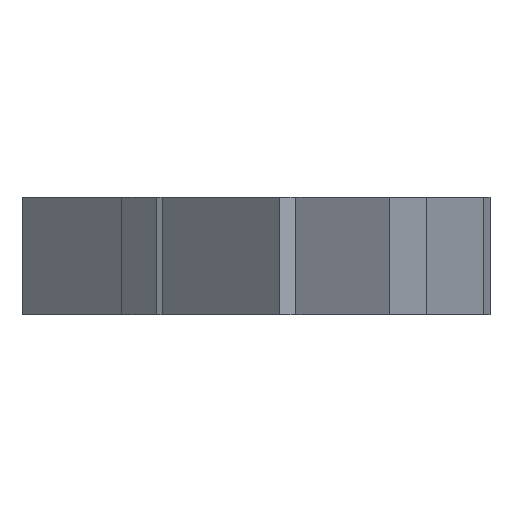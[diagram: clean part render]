
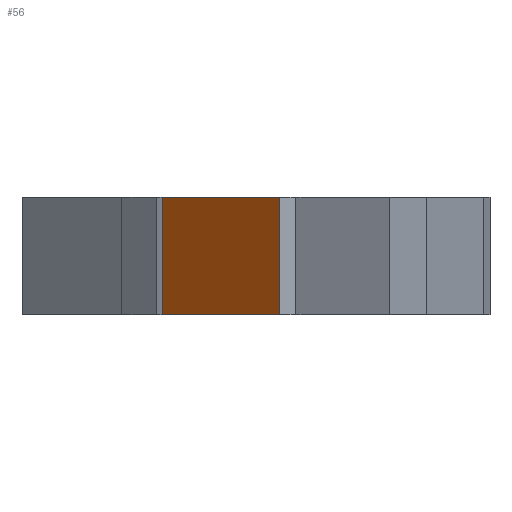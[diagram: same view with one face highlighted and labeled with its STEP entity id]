
A CAD part, left-side view. The second image highlights one B-rep face of the part: STEP entity #56.
In plain terms, the highlighted free-form (B-spline) face has degree [2, 1] with [3, 2] control points.
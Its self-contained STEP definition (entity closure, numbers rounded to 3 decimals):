
#56=ADVANCED_FACE('',(#106),#1884,.T.);
#106=FACE_OUTER_BOUND('',#156,.T.);
#156=EDGE_LOOP('',(#420,#421,#422,#423));
#420=ORIENTED_EDGE('',*,*,#1470,.F.);
#421=ORIENTED_EDGE('',*,*,#1530,.F.);
#422=ORIENTED_EDGE('',*,*,#1410,.F.);
#423=ORIENTED_EDGE('',*,*,#1531,.T.);
#484=(
BOUNDED_CURVE()
B_SPLINE_CURVE(2,(#2514,#2515,#2516),.UNSPECIFIED.,.F.,.F.)
B_SPLINE_CURVE_WITH_KNOTS((3,3),(-541.097,-498.864),
 .UNSPECIFIED.)
CURVE()
GEOMETRIC_REPRESENTATION_ITEM()
RATIONAL_B_SPLINE_CURVE((1.,1.,1.))
REPRESENTATION_ITEM('')
);
#485=(
BOUNDED_CURVE()
B_SPLINE_CURVE(2,(#2517,#2518,#2519),.UNSPECIFIED.,.F.,.F.)
B_SPLINE_CURVE_WITH_KNOTS((3,3),(-541.097,-498.864),
 .UNSPECIFIED.)
CURVE()
GEOMETRIC_REPRESENTATION_ITEM()
RATIONAL_B_SPLINE_CURVE((1.,1.,1.))
REPRESENTATION_ITEM('')
);
#594=(
BOUNDED_CURVE()
B_SPLINE_CURVE(2,(#2890,#2891,#2892),.UNSPECIFIED.,.F.,.F.)
B_SPLINE_CURVE_WITH_KNOTS((3,3),(498.864,541.097),
 .UNSPECIFIED.)
CURVE()
GEOMETRIC_REPRESENTATION_ITEM()
RATIONAL_B_SPLINE_CURVE((1.,1.,1.))
REPRESENTATION_ITEM('')
);
#595=(
BOUNDED_CURVE()
B_SPLINE_CURVE(2,(#2893,#2894,#2895),.UNSPECIFIED.,.F.,.F.)
B_SPLINE_CURVE_WITH_KNOTS((3,3),(498.864,541.097),
 .UNSPECIFIED.)
CURVE()
GEOMETRIC_REPRESENTATION_ITEM()
RATIONAL_B_SPLINE_CURVE((1.,1.,1.))
REPRESENTATION_ITEM('')
);
#668=(
BOUNDED_CURVE()
B_SPLINE_CURVE(1,(#3416,#3417),.UNSPECIFIED.,.F.,.F.)
B_SPLINE_CURVE_WITH_KNOTS((2,2),(-30.,0.),.UNSPECIFIED.)
CURVE()
GEOMETRIC_REPRESENTATION_ITEM()
RATIONAL_B_SPLINE_CURVE((1.,1.))
REPRESENTATION_ITEM('')
);
#669=(
BOUNDED_CURVE()
B_SPLINE_CURVE(1,(#3426,#3427),.UNSPECIFIED.,.F.,.F.)
B_SPLINE_CURVE_WITH_KNOTS((2,2),(-30.,0.),.UNSPECIFIED.)
CURVE()
GEOMETRIC_REPRESENTATION_ITEM()
RATIONAL_B_SPLINE_CURVE((1.,1.))
REPRESENTATION_ITEM('')
);
#690=PCURVE('',#1888,#978);
#750=PCURVE('',#1889,#1038);
#927=PCURVE('',#1883,#1215);
#928=PCURVE('',#1884,#1216);
#929=PCURVE('',#1884,#1217);
#930=PCURVE('',#1884,#1218);
#931=PCURVE('',#1884,#1219);
#933=PCURVE('',#1885,#1221);
#978=DEFINITIONAL_REPRESENTATION('',(#485),#3495);
#1038=DEFINITIONAL_REPRESENTATION('',(#595),#3495);
#1215=DEFINITIONAL_REPRESENTATION('',(#1713),#3495);
#1216=DEFINITIONAL_REPRESENTATION('',(#1714),#3495);
#1217=DEFINITIONAL_REPRESENTATION('',(#1715),#3495);
#1218=DEFINITIONAL_REPRESENTATION('',(#1716),#3495);
#1219=DEFINITIONAL_REPRESENTATION('',(#1717),#3495);
#1221=DEFINITIONAL_REPRESENTATION('',(#1719),#3495);
#1266=SURFACE_CURVE('',#484,(#690,#930),.PCURVE_S1.);
#1326=SURFACE_CURVE('',#594,(#750,#928),.PCURVE_S1.);
#1386=SURFACE_CURVE('',#668,(#927,#929),.PCURVE_S1.);
#1387=SURFACE_CURVE('',#669,(#931,#933),.PCURVE_S1.);
#1410=EDGE_CURVE('',#1751,#1752,#1266,.T.);
#1470=EDGE_CURVE('',#1796,#1795,#1326,.T.);
#1530=EDGE_CURVE('',#1752,#1796,#1386,.T.);
#1531=EDGE_CURVE('',#1751,#1795,#1387,.T.);
#1713=B_SPLINE_CURVE_WITH_KNOTS('',1,(#3418,#3419),.UNSPECIFIED.,.F.,.F.,
(2,2),(-30.,0.),.UNSPECIFIED.);
#1714=B_SPLINE_CURVE_WITH_KNOTS('',1,(#3420,#3421),.UNSPECIFIED.,.F.,.F.,
(2,2),(498.864,541.097),.UNSPECIFIED.);
#1715=B_SPLINE_CURVE_WITH_KNOTS('',1,(#3422,#3423),.UNSPECIFIED.,.F.,.F.,
(2,2),(-30.,0.),.UNSPECIFIED.);
#1716=B_SPLINE_CURVE_WITH_KNOTS('',1,(#3424,#3425),.UNSPECIFIED.,.F.,.F.,
(2,2),(-541.097,-498.864),.UNSPECIFIED.);
#1717=B_SPLINE_CURVE_WITH_KNOTS('',1,(#3428,#3429),.UNSPECIFIED.,.F.,.F.,
(2,2),(-30.,0.),.UNSPECIFIED.);
#1719=B_SPLINE_CURVE_WITH_KNOTS('',1,(#3432,#3433),.UNSPECIFIED.,.F.,.F.,
(2,2),(-30.,0.),.UNSPECIFIED.);
#1751=VERTEX_POINT('',#2297);
#1752=VERTEX_POINT('',#2298);
#1795=VERTEX_POINT('',#2341);
#1796=VERTEX_POINT('',#2342);
#1883=(
BOUNDED_SURFACE()
B_SPLINE_SURFACE(2,1,((#2260,#2261),(#2262,#2263),(#2264,#2265)),
 .UNSPECIFIED.,.F.,.F.,.F.)
B_SPLINE_SURFACE_WITH_KNOTS((3,3),(2,2),(-498.864,-495.716),
(0.,30.),.UNSPECIFIED.)
GEOMETRIC_REPRESENTATION_ITEM()
RATIONAL_B_SPLINE_SURFACE(((1.,1.),(1.,1.),
(1.,1.)))
REPRESENTATION_ITEM('')
SURFACE()
);
#1884=(
BOUNDED_SURFACE()
B_SPLINE_SURFACE(2,1,((#2266,#2267),(#2268,#2269),(#2270,#2271)),
 .UNSPECIFIED.,.F.,.F.,.F.)
B_SPLINE_SURFACE_WITH_KNOTS((3,3),(2,2),(-541.097,-498.864),
(0.,30.),.UNSPECIFIED.)
GEOMETRIC_REPRESENTATION_ITEM()
RATIONAL_B_SPLINE_SURFACE(((1.,1.),(1.,1.),(1.,1.)))
REPRESENTATION_ITEM('')
SURFACE()
);
#1885=(
BOUNDED_SURFACE()
B_SPLINE_SURFACE(2,1,((#2272,#2273),(#2274,#2275),(#2276,#2277)),
 .UNSPECIFIED.,.F.,.F.,.F.)
B_SPLINE_SURFACE_WITH_KNOTS((3,3),(2,2),(-546.87,-541.097),
(0.,30.),.UNSPECIFIED.)
GEOMETRIC_REPRESENTATION_ITEM()
RATIONAL_B_SPLINE_SURFACE(((1.,1.),(1.,1.),(1.,1.)))
REPRESENTATION_ITEM('')
SURFACE()
);
#1888=PLANE('',#1982);
#1889=PLANE('',#1983);
#1982=AXIS2_PLACEMENT_3D('',#2000,#1991,$);
#1983=AXIS2_PLACEMENT_3D('',#2001,#1992,$);
#1991=DIRECTION('',(0.,0.,1.));
#1992=DIRECTION('',(0.,0.,-1.));
#2000=CARTESIAN_POINT('',(2224.084,300.119,149.632));
#2001=CARTESIAN_POINT('',(2224.084,300.119,119.632));
#2260=CARTESIAN_POINT('',(2180.608,204.41,119.632));
#2261=CARTESIAN_POINT('',(2180.608,204.41,149.632));
#2262=CARTESIAN_POINT('',(2182.624,202.393,119.632));
#2263=CARTESIAN_POINT('',(2182.624,202.393,149.632));
#2264=CARTESIAN_POINT('',(2184.696,200.433,119.632));
#2265=CARTESIAN_POINT('',(2184.696,200.433,149.632));
#2266=CARTESIAN_POINT('',(2210.471,234.273,119.632));
#2267=CARTESIAN_POINT('',(2210.471,234.273,149.632));
#2268=CARTESIAN_POINT('',(2195.54,219.341,119.632));
#2269=CARTESIAN_POINT('',(2195.54,219.341,149.632));
#2270=CARTESIAN_POINT('',(2180.608,204.41,119.632));
#2271=CARTESIAN_POINT('',(2180.608,204.41,149.632));
#2272=CARTESIAN_POINT('',(2204.895,235.768,119.632));
#2273=CARTESIAN_POINT('',(2204.895,235.768,149.632));
#2274=CARTESIAN_POINT('',(2207.683,235.02,119.632));
#2275=CARTESIAN_POINT('',(2207.683,235.02,149.632));
#2276=CARTESIAN_POINT('',(2210.471,234.273,119.632));
#2277=CARTESIAN_POINT('',(2210.471,234.273,149.632));
#2297=CARTESIAN_POINT('',(2210.471,234.273,149.632));
#2298=CARTESIAN_POINT('',(2180.608,204.41,149.632));
#2341=CARTESIAN_POINT('',(2210.471,234.273,119.632));
#2342=CARTESIAN_POINT('',(2180.608,204.41,119.632));
#2514=CARTESIAN_POINT('',(2210.471,234.273,149.632));
#2515=CARTESIAN_POINT('',(2195.54,219.341,149.632));
#2516=CARTESIAN_POINT('',(2180.608,204.41,149.632));
#2517=CARTESIAN_POINT('',(-126.651,-148.685));
#2518=CARTESIAN_POINT('',(-106.097,-153.526));
#2519=CARTESIAN_POINT('',(-85.543,-158.367));
#2890=CARTESIAN_POINT('',(2180.608,204.41,119.632));
#2891=CARTESIAN_POINT('',(2195.54,219.341,119.632));
#2892=CARTESIAN_POINT('',(2210.471,234.273,119.632));
#2893=CARTESIAN_POINT('',(-158.367,-85.543));
#2894=CARTESIAN_POINT('',(-153.526,-106.097));
#2895=CARTESIAN_POINT('',(-148.685,-126.651));
#3416=CARTESIAN_POINT('',(2180.608,204.41,149.632));
#3417=CARTESIAN_POINT('',(2180.608,204.41,119.632));
#3418=CARTESIAN_POINT('',(-498.864,30.));
#3419=CARTESIAN_POINT('',(-498.864,0.));
#3420=CARTESIAN_POINT('',(-498.864,0.));
#3421=CARTESIAN_POINT('',(-541.097,0.));
#3422=CARTESIAN_POINT('',(-498.864,30.));
#3423=CARTESIAN_POINT('',(-498.864,0.));
#3424=CARTESIAN_POINT('',(-541.097,30.));
#3425=CARTESIAN_POINT('',(-498.864,30.));
#3426=CARTESIAN_POINT('',(2210.471,234.273,149.632));
#3427=CARTESIAN_POINT('',(2210.471,234.273,119.632));
#3428=CARTESIAN_POINT('',(-541.097,30.));
#3429=CARTESIAN_POINT('',(-541.097,0.));
#3432=CARTESIAN_POINT('',(-541.097,30.));
#3433=CARTESIAN_POINT('',(-541.097,0.));
#3495=(
GEOMETRIC_REPRESENTATION_CONTEXT(2)
PARAMETRIC_REPRESENTATION_CONTEXT()
REPRESENTATION_CONTEXT('pspace','')
);
